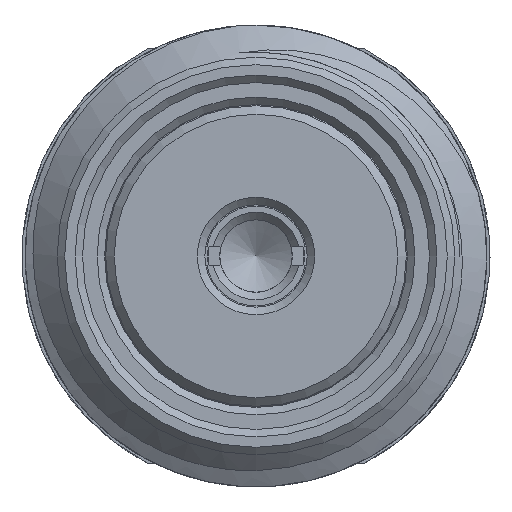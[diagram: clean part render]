
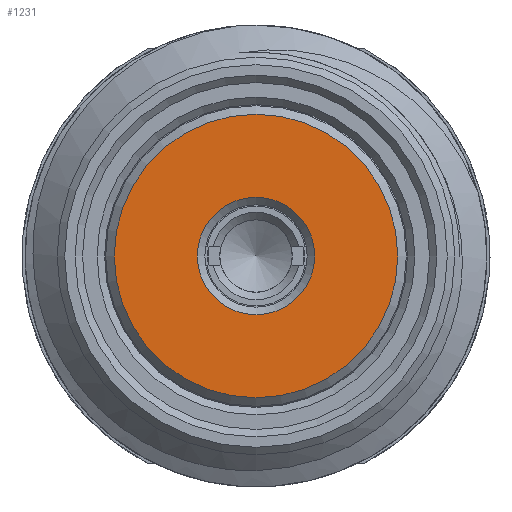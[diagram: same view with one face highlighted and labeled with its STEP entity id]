
A CAD part, left-side view. The second image highlights one B-rep face of the part: STEP entity #1231.
In plain terms, the highlighted planar face has unit normal (-1, 0, 0).
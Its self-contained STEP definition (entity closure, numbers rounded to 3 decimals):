
#32=FACE_BOUND('',#179,.T.);
#42=PLANE('',#1336);
#101=FACE_OUTER_BOUND('',#178,.T.);
#178=EDGE_LOOP('',(#887));
#179=EDGE_LOOP('',(#888));
#263=CIRCLE('',#1335,1.901);
#264=CIRCLE('',#1337,0.787);
#542=VERTEX_POINT('',#2569);
#543=VERTEX_POINT('',#2573);
#677=EDGE_CURVE('',#542,#542,#263,.T.);
#678=EDGE_CURVE('',#543,#543,#264,.T.);
#887=ORIENTED_EDGE('',*,*,#677,.F.);
#888=ORIENTED_EDGE('',*,*,#678,.F.);
#1231=ADVANCED_FACE('',(#101,#32),#42,.F.);
#1335=AXIS2_PLACEMENT_3D('',#2571,#1511,#1512);
#1336=AXIS2_PLACEMENT_3D('',#2572,#1513,#1514);
#1337=AXIS2_PLACEMENT_3D('',#2574,#1515,#1516);
#1511=DIRECTION('center_axis',(1.,0.,0.));
#1512=DIRECTION('ref_axis',(0.,1.,0.));
#1513=DIRECTION('center_axis',(1.,0.,0.));
#1514=DIRECTION('ref_axis',(0.,-1.,0.));
#1515=DIRECTION('center_axis',(-1.,0.,0.));
#1516=DIRECTION('ref_axis',(0.,1.,0.));
#2569=CARTESIAN_POINT('',(-7.42,1.901,0.19));
#2571=CARTESIAN_POINT('Origin',(-7.42,0.,0.19));
#2572=CARTESIAN_POINT('Origin',(-7.42,0.,0.19));
#2573=CARTESIAN_POINT('',(-7.42,-0.787,0.19));
#2574=CARTESIAN_POINT('Origin',(-7.42,0.,0.19));
